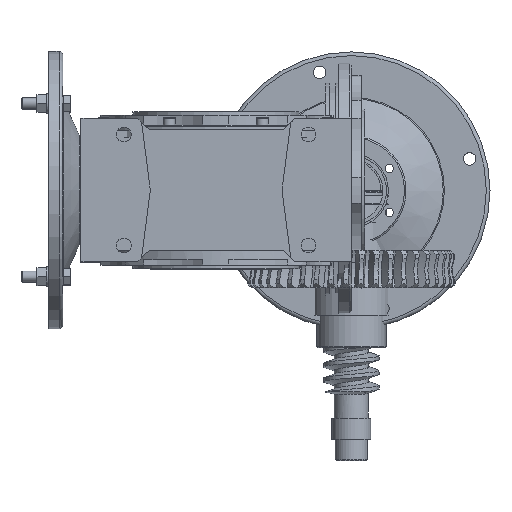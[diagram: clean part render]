
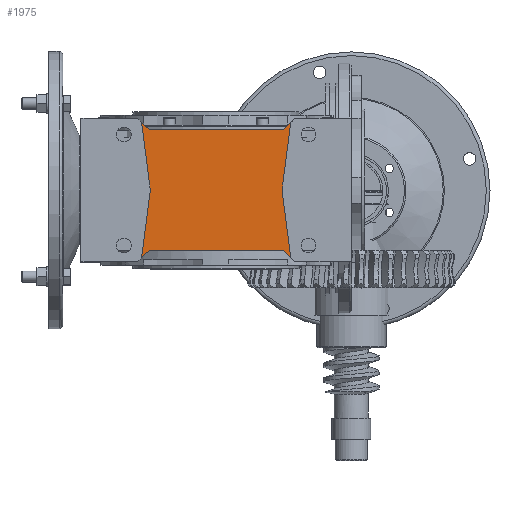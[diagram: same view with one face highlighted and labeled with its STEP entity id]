
A CAD part, top view. The second image highlights one B-rep face of the part: STEP entity #1975.
In plain terms, the highlighted planar face has unit normal (0, 0, 1).
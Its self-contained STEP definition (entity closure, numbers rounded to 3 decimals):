
#1975 = ADVANCED_FACE( '', ( #5314 ), #5315, .T. );
#5314 = FACE_OUTER_BOUND( '', #10657, .T. );
#5315 = PLANE( '', #10658 );
#10657 = EDGE_LOOP( '', ( #18534, #18535, #18536, #18537, #18538, #18539, #18540, #18541, #18542, #18543 ) );
#10658 = AXIS2_PLACEMENT_3D( '', #18544, #18545, #18546 );
#18534 = ORIENTED_EDGE( '', *, *, #32244, .T. );
#18535 = ORIENTED_EDGE( '', *, *, #32245, .T. );
#18536 = ORIENTED_EDGE( '', *, *, #32246, .T. );
#18537 = ORIENTED_EDGE( '', *, *, #32247, .F. );
#18538 = ORIENTED_EDGE( '', *, *, #32248, .T. );
#18539 = ORIENTED_EDGE( '', *, *, #32249, .T. );
#18540 = ORIENTED_EDGE( '', *, *, #32250, .T. );
#18541 = ORIENTED_EDGE( '', *, *, #32251, .F. );
#18542 = ORIENTED_EDGE( '', *, *, #32252, .F. );
#18543 = ORIENTED_EDGE( '', *, *, #32253, .F. );
#18544 = CARTESIAN_POINT( '', ( -65., -77.5, 332.3 ) );
#18545 = DIRECTION( '', ( 0., 0., 1. ) );
#18546 = DIRECTION( '', ( 1., 0., 0. ) );
#32244 = EDGE_CURVE( '', #38091, #38092, #38093, .T. );
#32245 = EDGE_CURVE( '', #38092, #38094, #38095, .T. );
#32246 = EDGE_CURVE( '', #38094, #38096, #38097, .T. );
#32247 = EDGE_CURVE( '', #38098, #38096, #38099, .T. );
#32248 = EDGE_CURVE( '', #38098, #38100, #38101, .T. );
#32249 = EDGE_CURVE( '', #38100, #38102, #38103, .T. );
#32250 = EDGE_CURVE( '', #38102, #38104, #38105, .T. );
#32251 = EDGE_CURVE( '', #38106, #38104, #38107, .T. );
#32252 = EDGE_CURVE( '', #38108, #38106, #38109, .T. );
#32253 = EDGE_CURVE( '', #38091, #38108, #38110, .T. );
#38091 = VERTEX_POINT( '', #47171 );
#38092 = VERTEX_POINT( '', #47172 );
#38093 = LINE( '', #47173, #47174 );
#38094 = VERTEX_POINT( '', #47175 );
#38095 = LINE( '', #47176, #47177 );
#38096 = VERTEX_POINT( '', #47178 );
#38097 = LINE( '', #47179, #47180 );
#38098 = VERTEX_POINT( '', #47181 );
#38099 = LINE( '', #47182, #47183 );
#38100 = VERTEX_POINT( '', #47184 );
#38101 = LINE( '', #47185, #47186 );
#38102 = VERTEX_POINT( '', #47187 );
#38103 = LINE( '', #47188, #47189 );
#38104 = VERTEX_POINT( '', #47190 );
#38105 = LINE( '', #47191, #47192 );
#38106 = VERTEX_POINT( '', #47193 );
#38107 = LINE( '', #47194, #47195 );
#38108 = VERTEX_POINT( '', #47196 );
#38109 = LINE( '', #47197, #47198 );
#38110 = LINE( '', #47199, #47200 );
#47171 = CARTESIAN_POINT( '', ( -65.556, -73.194, 332.3 ) );
#47172 = CARTESIAN_POINT( '', ( -75., 0., 332.3 ) );
#47173 = CARTESIAN_POINT( '', ( -65., -77.5, 332.3 ) );
#47174 = VECTOR( '', #61767, 1000. );
#47175 = CARTESIAN_POINT( '', ( -65.556, 73.194, 332.3 ) );
#47176 = CARTESIAN_POINT( '', ( -75., 0., 332.3 ) );
#47177 = VECTOR( '', #61768, 1000. );
#47178 = CARTESIAN_POINT( '', ( -73.75, 65., 332.3 ) );
#47179 = CARTESIAN_POINT( '', ( -73.75, 65., 332.3 ) );
#47180 = VECTOR( '', #61769, 1000. );
#47181 = CARTESIAN_POINT( '', ( -218.75, 65., 332.3 ) );
#47182 = CARTESIAN_POINT( '', ( -292.5, 65., 332.3 ) );
#47183 = VECTOR( '', #61770, 1000. );
#47184 = CARTESIAN_POINT( '', ( -226.944, 73.194, 332.3 ) );
#47185 = CARTESIAN_POINT( '', ( -218.75, 65., 332.3 ) );
#47186 = VECTOR( '', #61771, 1000. );
#47187 = CARTESIAN_POINT( '', ( -217.5, 0., 332.3 ) );
#47188 = CARTESIAN_POINT( '', ( -217.5, 0., 332.3 ) );
#47189 = VECTOR( '', #61772, 1000. );
#47190 = CARTESIAN_POINT( '', ( -226.944, -73.194, 332.3 ) );
#47191 = CARTESIAN_POINT( '', ( -227.5, -77.5, 332.3 ) );
#47192 = VECTOR( '', #61773, 1000. );
#47193 = CARTESIAN_POINT( '', ( -218.75, -65., 332.3 ) );
#47194 = CARTESIAN_POINT( '', ( -218.75, -65., 332.3 ) );
#47195 = VECTOR( '', #61774, 1000. );
#47196 = CARTESIAN_POINT( '', ( -73.75, -65., 332.3 ) );
#47197 = CARTESIAN_POINT( '', ( -292.5, -65., 332.3 ) );
#47198 = VECTOR( '', #61775, 1000. );
#47199 = CARTESIAN_POINT( '', ( -73.75, -65., 332.3 ) );
#47200 = VECTOR( '', #61776, 1000. );
#61767 = DIRECTION( '', ( -0.128, 0.992, 0. ) );
#61768 = DIRECTION( '', ( 0.128, 0.992, 0. ) );
#61769 = DIRECTION( '', ( -0.707, -0.707, 0. ) );
#61770 = DIRECTION( '', ( 1., 0., 0. ) );
#61771 = DIRECTION( '', ( -0.707, 0.707, 0. ) );
#61772 = DIRECTION( '', ( 0.128, -0.992, 0. ) );
#61773 = DIRECTION( '', ( -0.128, -0.992, 0. ) );
#61774 = DIRECTION( '', ( -0.707, -0.707, 0. ) );
#61775 = DIRECTION( '', ( -1., 0., 0. ) );
#61776 = DIRECTION( '', ( -0.707, 0.707, 0. ) );
